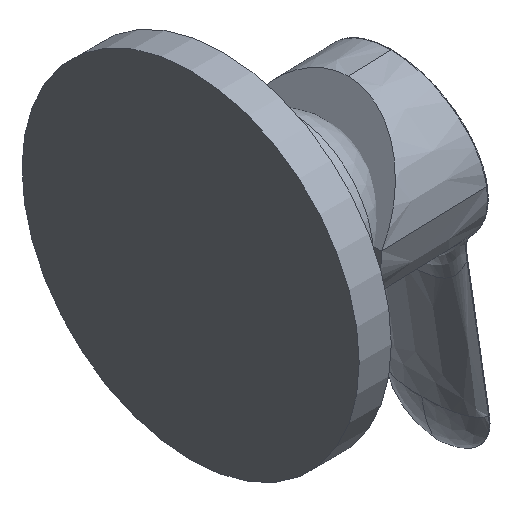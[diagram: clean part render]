
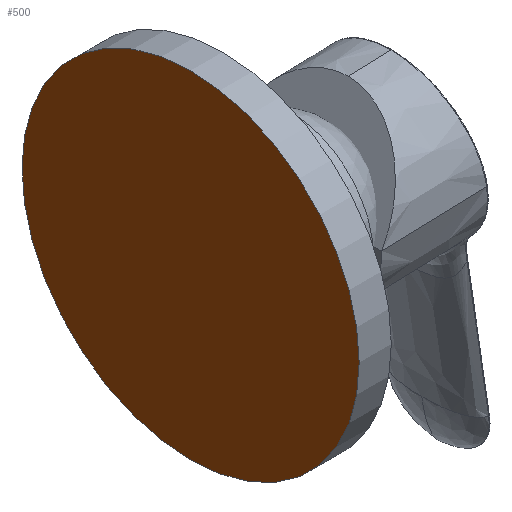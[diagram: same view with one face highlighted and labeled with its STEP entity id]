
A CAD part, isometric view. The second image highlights one B-rep face of the part: STEP entity #500.
In plain terms, the highlighted planar face has unit normal (-1, 0, 0).
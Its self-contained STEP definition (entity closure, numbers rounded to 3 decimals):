
#137=PLANE('',#580);
#147=ORIENTED_EDGE('',*,*,#284,.T.);
#284=EDGE_CURVE('',#359,#359,#407,.T.);
#359=VERTEX_POINT('',#665);
#407=CIRCLE('',#578,52.5);
#417=EDGE_LOOP('',(#147));
#457=FACE_BOUND('',#417,.T.);
#500=ADVANCED_FACE('',(#457),#137,.T.);
#578=AXIS2_PLACEMENT_3D('',#664,#607,#608);
#580=AXIS2_PLACEMENT_3D('',#668,#611,#612);
#607=DIRECTION('',(-1.,0.,0.));
#608=DIRECTION('',(0.,1.,0.));
#611=DIRECTION('',(-1.,0.,0.));
#612=DIRECTION('',(0.,-1.,0.));
#664=CARTESIAN_POINT('',(59.,0.,9.));
#665=CARTESIAN_POINT('',(59.,52.5,9.));
#668=CARTESIAN_POINT('',(59.,0.,9.));
